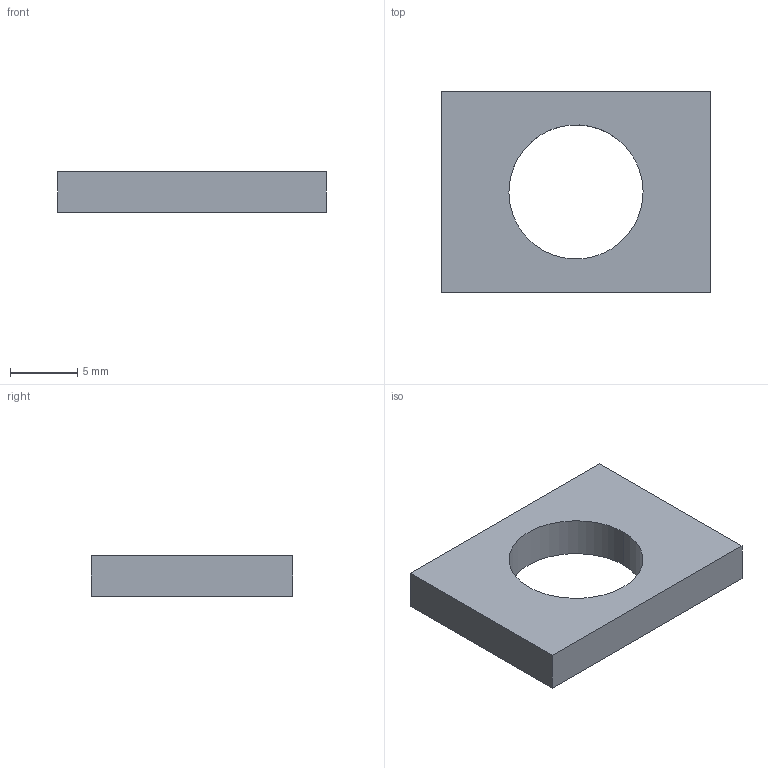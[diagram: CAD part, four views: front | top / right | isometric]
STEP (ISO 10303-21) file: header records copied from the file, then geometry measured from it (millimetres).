
FILE_DESCRIPTION(('CAx Round 4 testing - External References XR1','Nut Piece Part'),'1');
FILE_NAME('xr1-tu-nut.stp','2000-05-30 T11:46:16',('Steve Yates'),('Theorem Solutions Ltd.'),'THEOREM SOLUTIONS AP214 OUTPUT PROCESSOR 4.0.001','Unigraphics','Tony Ranger');
FILE_SCHEMA(('AUTOMOTIVE_DESIGN { 1 2 10303 214 0 1 1 1 } '));
Length unit declared in the file: millimetre
Products named in the file (1): product_0
Bounding box: 20 x 15 x 3 mm (x, y, z)
Volume: 664.4 mm3; surface area: 747.1 mm2
Topology: 1 solids, 1 shells, 8 faces, 18 edges, 12 vertices
Faces by surface type: plane 6, bspline 2
Entity records: 246 total; most frequent: CARTESIAN_POINT 80, ORIENTED_EDGE 36, EDGE_CURVE 18, DIRECTION 16, B_SPLINE_CURVE_WITH_KNOTS 14, VERTEX_POINT 12, EDGE_LOOP 10, AXIS2_PLACEMENT_3D 8
